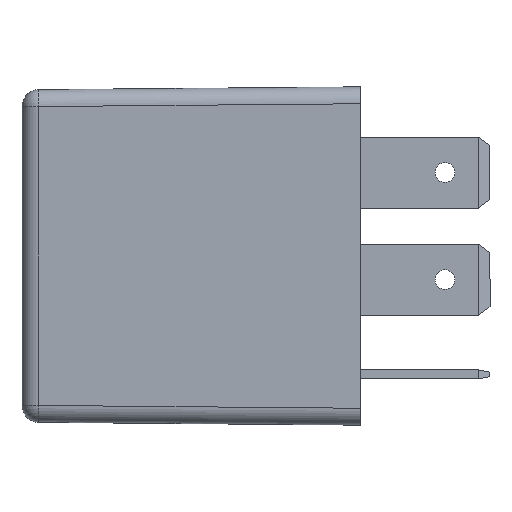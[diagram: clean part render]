
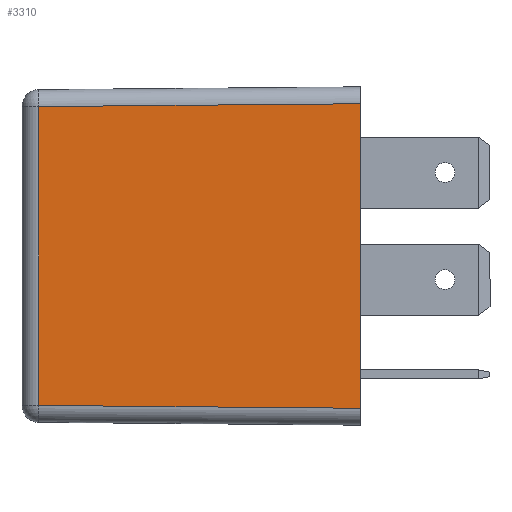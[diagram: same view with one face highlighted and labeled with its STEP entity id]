
A CAD part, left-side view. The second image highlights one B-rep face of the part: STEP entity #3310.
In plain terms, the highlighted planar face has unit normal (-1, 0.009, 0).
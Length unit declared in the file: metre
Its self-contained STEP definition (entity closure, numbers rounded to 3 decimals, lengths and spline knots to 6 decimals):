
#154 = DIRECTION ( 'NONE',  ( -0.009, -1., -0.009 ) ) ;
#593 = DIRECTION ( 'NONE',  ( 0., 0., 1. ) ) ;
#975 = ORIENTED_EDGE ( 'NONE', *, *, #5869, .T. ) ;
#1147 = LINE ( 'NONE', #3688, #6430 ) ;
#1319 = ORIENTED_EDGE ( 'NONE', *, *, #4270, .T. ) ;
#1358 = CARTESIAN_POINT ( 'NONE',  ( 0.000249, 0.028513, -0.028251 ) ) ;
#1486 = DIRECTION ( 'NONE',  ( 0.009, 1., -0.009 ) ) ;
#1511 = EDGE_LOOP ( 'NONE', ( #5526, #2699, #1319, #975 ) ) ;
#1566 = CARTESIAN_POINT ( 'NONE',  ( 0., 0., 0. ) ) ;
#1970 = CARTESIAN_POINT ( 'NONE',  ( 0., 0., -0.0015 ) ) ;
#2072 = DIRECTION ( 'NONE',  ( 0.009, 1., 0. ) ) ;
#2106 = VERTEX_POINT ( 'NONE', #5300 ) ;
#2223 = VECTOR ( 'NONE', #2496, 1. ) ;
#2496 = DIRECTION ( 'NONE',  ( 0., 0., -1. ) ) ;
#2598 = AXIS2_PLACEMENT_3D ( 'NONE', #1566, #5157, #2072 ) ;
#2669 = EDGE_CURVE ( 'NONE', #3954, #5553, #4495, .T. ) ;
#2699 = ORIENTED_EDGE ( 'NONE', *, *, #3569, .T. ) ;
#2750 = CARTESIAN_POINT ( 'NONE',  ( 0., 0., -0.0285 ) ) ;
#3054 = VECTOR ( 'NONE', #1486, 1. ) ;
#3220 = LINE ( 'NONE', #4999, #3054 ) ;
#3310 = ADVANCED_FACE ( 'NONE', ( #3721 ), #5127, .T. ) ;
#3569 = EDGE_CURVE ( 'NONE', #5553, #2106, #3220, .T. ) ;
#3627 = CARTESIAN_POINT ( 'NONE',  ( 0., 0., 0. ) ) ;
#3688 = CARTESIAN_POINT ( 'NONE',  ( 0.000002, 0.000249, -0.028498 ) ) ;
#3721 = FACE_OUTER_BOUND ( 'NONE', #1511, .T. ) ;
#3954 = VERTEX_POINT ( 'NONE', #2750 ) ;
#4051 = VERTEX_POINT ( 'NONE', #1358 ) ;
#4270 = EDGE_CURVE ( 'NONE', #2106, #4051, #4797, .T. ) ;
#4495 = LINE ( 'NONE', #3627, #5704 ) ;
#4797 = LINE ( 'NONE', #5069, #2223 ) ;
#4999 = CARTESIAN_POINT ( 'NONE',  ( 0., -0.000013, -0.0015 ) ) ;
#5069 = CARTESIAN_POINT ( 'NONE',  ( 0.000249, 0.028513, 0. ) ) ;
#5127 = PLANE ( 'NONE',  #2598 ) ;
#5157 = DIRECTION ( 'NONE',  ( -1., 0.009, 0. ) ) ;
#5300 = CARTESIAN_POINT ( 'NONE',  ( 0.000249, 0.028513, -0.001749 ) ) ;
#5526 = ORIENTED_EDGE ( 'NONE', *, *, #2669, .T. ) ;
#5553 = VERTEX_POINT ( 'NONE', #1970 ) ;
#5704 = VECTOR ( 'NONE', #593, 1. ) ;
#5869 = EDGE_CURVE ( 'NONE', #4051, #3954, #1147, .T. ) ;
#6430 = VECTOR ( 'NONE', #154, 1. ) ;
